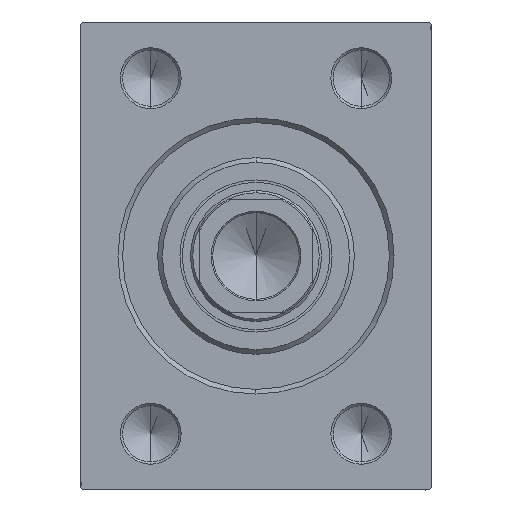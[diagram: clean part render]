
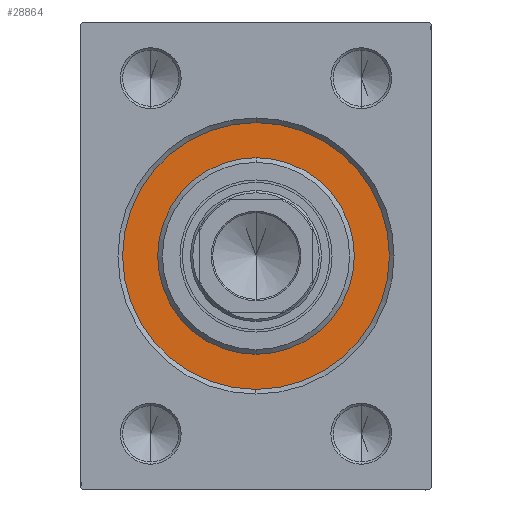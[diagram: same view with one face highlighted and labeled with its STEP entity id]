
A CAD part, left-side view. The second image highlights one B-rep face of the part: STEP entity #28864.
In plain terms, the highlighted face is planar.
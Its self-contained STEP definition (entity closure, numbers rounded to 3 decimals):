
#176 = EDGE_CURVE ( 'NONE', #39651, #38766, #27316, .T. ) ;
#1335 = AXIS2_PLACEMENT_3D ( 'NONE', #1932, #12434, #33388 ) ;
#1932 = CARTESIAN_POINT ( 'NONE',  ( 0., 0., 0. ) ) ;
#5606 = DIRECTION ( 'NONE',  ( -1., 0., 0. ) ) ;
#5771 = ORIENTED_EDGE ( 'NONE', *, *, #41895, .F. ) ;
#7117 = AXIS2_PLACEMENT_3D ( 'NONE', #20697, #10220, #30947 ) ;
#7648 = EDGE_CURVE ( 'NONE', #9883, #26465, #16585, .T. ) ;
#8294 = DIRECTION ( 'NONE',  ( 1., 0., 0. ) ) ;
#9304 = CARTESIAN_POINT ( 'NONE',  ( 0., 0., 0. ) ) ;
#9883 = VERTEX_POINT ( 'NONE', #43726 ) ;
#10220 = DIRECTION ( 'NONE',  ( -1., 0., 0. ) ) ;
#12434 = DIRECTION ( 'NONE',  ( 1., 0., 0. ) ) ;
#12861 = ORIENTED_EDGE ( 'NONE', *, *, #33569, .F. ) ;
#12926 = ORIENTED_EDGE ( 'NONE', *, *, #7648, .F. ) ;
#13087 = CARTESIAN_POINT ( 'NONE',  ( 0., 0., 0. ) ) ;
#14075 = DIRECTION ( 'NONE',  ( 0., 0., -1. ) ) ;
#16585 = CIRCLE ( 'NONE', #7117, 28.5 ) ;
#19536 = DIRECTION ( 'NONE',  ( 0., 0., 1. ) ) ;
#20697 = CARTESIAN_POINT ( 'NONE',  ( 0., 0., 0. ) ) ;
#22504 = PLANE ( 'NONE',  #42017 ) ;
#22677 = CIRCLE ( 'NONE', #24850, 28.5 ) ;
#22939 = FACE_BOUND ( 'NONE', #26037, .T. ) ;
#24850 = AXIS2_PLACEMENT_3D ( 'NONE', #13087, #30163, #44093 ) ;
#26037 = EDGE_LOOP ( 'NONE', ( #26498, #12861 ) ) ;
#26465 = VERTEX_POINT ( 'NONE', #38680 ) ;
#26498 = ORIENTED_EDGE ( 'NONE', *, *, #176, .F. ) ;
#27316 = CIRCLE ( 'NONE', #41869, 21. ) ;
#27724 = CARTESIAN_POINT ( 'NONE',  ( 0., 0., 21. ) ) ;
#28864 = ADVANCED_FACE ( 'NONE', ( #22939, #37078 ), #22504, .F. ) ;
#30163 = DIRECTION ( 'NONE',  ( -1., 0., 0. ) ) ;
#30947 = DIRECTION ( 'NONE',  ( 0., 0., 1. ) ) ;
#33388 = DIRECTION ( 'NONE',  ( 0., 0., -1. ) ) ;
#33569 = EDGE_CURVE ( 'NONE', #38766, #39651, #36274, .T. ) ;
#36175 = CARTESIAN_POINT ( 'NONE',  ( 0., 0., -21. ) ) ;
#36274 = CIRCLE ( 'NONE', #1335, 21. ) ;
#36843 = CARTESIAN_POINT ( 'NONE',  ( 0., 0., 0. ) ) ;
#37078 = FACE_OUTER_BOUND ( 'NONE', #38369, .T. ) ;
#38369 = EDGE_LOOP ( 'NONE', ( #12926, #5771 ) ) ;
#38680 = CARTESIAN_POINT ( 'NONE',  ( 0., 0., 28.5 ) ) ;
#38766 = VERTEX_POINT ( 'NONE', #36175 ) ;
#39651 = VERTEX_POINT ( 'NONE', #27724 ) ;
#41869 = AXIS2_PLACEMENT_3D ( 'NONE', #9304, #8294, #14075 ) ;
#41895 = EDGE_CURVE ( 'NONE', #26465, #9883, #22677, .T. ) ;
#42017 = AXIS2_PLACEMENT_3D ( 'NONE', #36843, #5606, #19536 ) ;
#43726 = CARTESIAN_POINT ( 'NONE',  ( 0., 0., -28.5 ) ) ;
#44093 = DIRECTION ( 'NONE',  ( 0., 0., 1. ) ) ;
